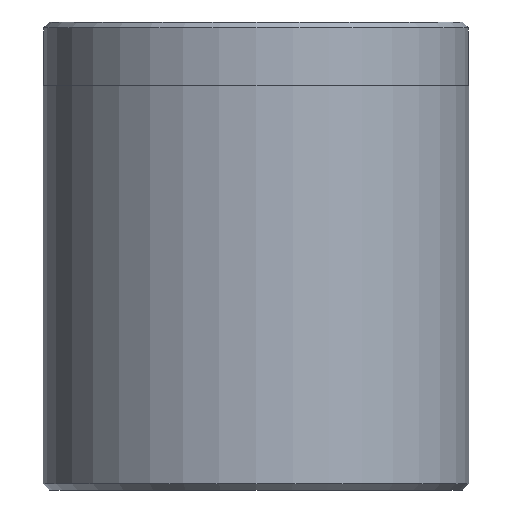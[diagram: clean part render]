
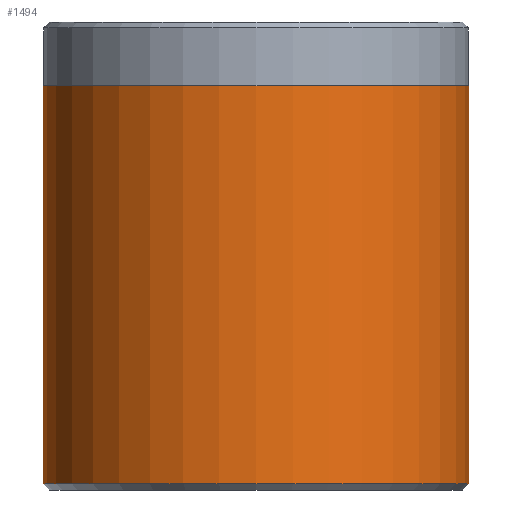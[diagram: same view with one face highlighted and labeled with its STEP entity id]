
A CAD part, front view. The second image highlights one B-rep face of the part: STEP entity #1494.
In plain terms, the highlighted cylindrical face has radius 10 mm (diameter 20 mm), a partial arc.
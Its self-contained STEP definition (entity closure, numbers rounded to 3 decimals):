
#337 = CARTESIAN_POINT ( 'NONE',  ( -10., 0., 0.3 ) ) ;
#486 = CIRCLE ( 'NONE', #970, 10. ) ;
#492 = VECTOR ( 'NONE', #1078, 1000. ) ;
#496 = CARTESIAN_POINT ( 'NONE',  ( 10., 0., 0.3 ) ) ;
#503 = LINE ( 'NONE', #1087, #492 ) ;
#512 = VECTOR ( 'NONE', #1046, 1000. ) ;
#515 = LINE ( 'NONE', #1070, #512 ) ;
#533 = CIRCLE ( 'NONE', #1042, 10. ) ;
#534 = DIRECTION ( 'NONE',  ( 0., 0., -1. ) ) ;
#539 = DIRECTION ( 'NONE',  ( -1., 0., 0. ) ) ;
#541 = CARTESIAN_POINT ( 'NONE',  ( 0., 0., 22. ) ) ;
#687 = CARTESIAN_POINT ( 'NONE',  ( -10., 0., 19. ) ) ;
#695 = CYLINDRICAL_SURFACE ( 'NONE', #1303, 10. ) ;
#703 = FACE_OUTER_BOUND ( 'NONE', #1522, .T. ) ;
#868 = CARTESIAN_POINT ( 'NONE',  ( 10., 0., 19. ) ) ;
#970 = AXIS2_PLACEMENT_3D ( 'NONE', #1314, #1316, #1317 ) ;
#1042 = AXIS2_PLACEMENT_3D ( 'NONE', #1756, #1759, #1763 ) ;
#1046 = DIRECTION ( 'NONE',  ( 0., 0., -1. ) ) ;
#1070 = CARTESIAN_POINT ( 'NONE',  ( -10., 0., 22. ) ) ;
#1078 = DIRECTION ( 'NONE',  ( 0., 0., -1. ) ) ;
#1087 = CARTESIAN_POINT ( 'NONE',  ( 10., 0., 22. ) ) ;
#1106 = VERTEX_POINT ( 'NONE', #337 ) ;
#1303 = AXIS2_PLACEMENT_3D ( 'NONE', #541, #534, #539 ) ;
#1314 = CARTESIAN_POINT ( 'NONE',  ( 0., 0., 0.3 ) ) ;
#1316 = DIRECTION ( 'NONE',  ( 0., 0., 1. ) ) ;
#1317 = DIRECTION ( 'NONE',  ( 1., 0., 0. ) ) ;
#1405 = VERTEX_POINT ( 'NONE', #496 ) ;
#1494 = ADVANCED_FACE ( 'NONE', ( #703 ), #695, .T. ) ;
#1522 = EDGE_LOOP ( 'NONE', ( #2148, #2173, #2224, #2278 ) ) ;
#1756 = CARTESIAN_POINT ( 'NONE',  ( 0., 0., 19. ) ) ;
#1758 = VERTEX_POINT ( 'NONE', #687 ) ;
#1759 = DIRECTION ( 'NONE',  ( 0., 0., 1. ) ) ;
#1763 = DIRECTION ( 'NONE',  ( 1., 0., 0. ) ) ;
#1834 = VERTEX_POINT ( 'NONE', #868 ) ;
#1910 = EDGE_CURVE ( 'NONE', #1758, #1834, #533, .T. ) ;
#1941 = EDGE_CURVE ( 'NONE', #1758, #1106, #515, .T. ) ;
#1955 = EDGE_CURVE ( 'NONE', #1834, #1405, #503, .T. ) ;
#1976 = EDGE_CURVE ( 'NONE', #1106, #1405, #486, .T. ) ;
#2148 = ORIENTED_EDGE ( 'NONE', *, *, #1955, .F. ) ;
#2173 = ORIENTED_EDGE ( 'NONE', *, *, #1910, .F. ) ;
#2224 = ORIENTED_EDGE ( 'NONE', *, *, #1941, .T. ) ;
#2278 = ORIENTED_EDGE ( 'NONE', *, *, #1976, .T. ) ;
